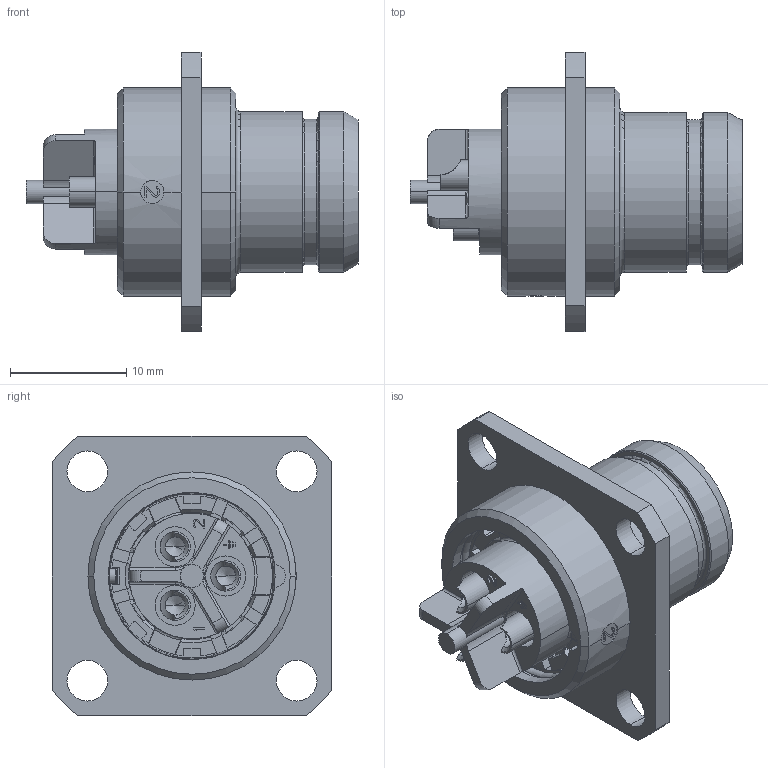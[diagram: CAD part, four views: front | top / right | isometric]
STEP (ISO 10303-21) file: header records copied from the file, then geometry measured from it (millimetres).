
FILE_DESCRIPTION((''),'2;1');
FILE_NAME('1331E193MZ','2024-07-17T13:13:07',('paultorloting'),('NET AG system integration'),'CREO PARAMETRIC BY PTC INC, 2021404','CREO PARAMETRIC BY PTC INC, 2021404','');
FILE_SCHEMA(('AUTOMOTIVE_DESIGN { 1 0 10303 214 1 1 1 1 }'));
Length unit declared in the file: millimetre
Products named in the file (1): 1331E193MZ
Bounding box: 28.55 x 24 x 24 mm (x, y, z)
Volume: 4035.9 mm3; surface area: 4768.4 mm2
Topology: 1 solids, 5 shells, 563 faces, 1466 edges, 954 vertices
Faces by surface type: plane 307, cylinder 167, cone 58, torus 24, bspline 7
Entity records: 20661 total; most frequent: CARTESIAN_POINT 4214, ORIENTED_EDGE 2920, DIRECTION 2909, EDGE_CURVE 1460, AXIS2_PLACEMENT_3D 1014, VERTEX_POINT 954, VECTOR 878, LINE 878
